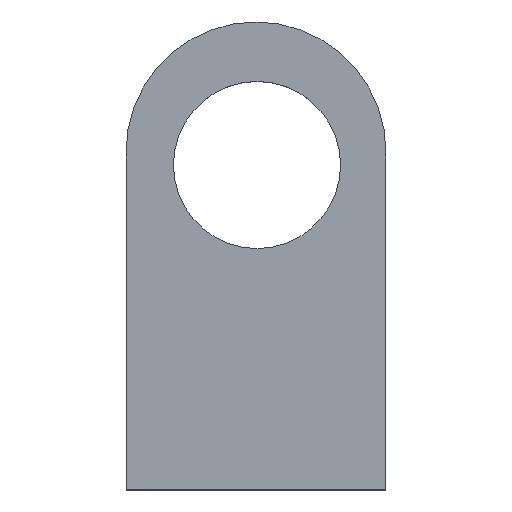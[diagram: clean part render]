
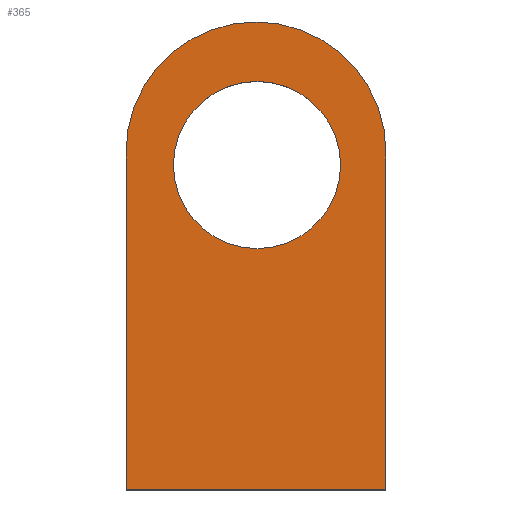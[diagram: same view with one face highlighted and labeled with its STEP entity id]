
A CAD part, top view. The second image highlights one B-rep face of the part: STEP entity #365.
In plain terms, the highlighted planar face has unit normal (0, 0, 1).
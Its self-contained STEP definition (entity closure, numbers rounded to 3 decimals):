
#1 = LINE ( 'NONE', #51, #384 ) ;
#9 = VERTEX_POINT ( 'NONE', #385 ) ;
#11 = DIRECTION ( 'NONE',  ( 0., 0., 1. ) ) ;
#21 = PLANE ( 'NONE',  #116 ) ;
#22 = ORIENTED_EDGE ( 'NONE', *, *, #167, .F. ) ;
#37 = DIRECTION ( 'NONE',  ( 1., 0., 0. ) ) ;
#42 = EDGE_LOOP ( 'NONE', ( #22, #387 ) ) ;
#47 = EDGE_CURVE ( 'NONE', #186, #187, #438, .T. ) ;
#51 = CARTESIAN_POINT ( 'NONE',  ( -50., 0., 6.3 ) ) ;
#55 = FACE_OUTER_BOUND ( 'NONE', #79, .T. ) ;
#56 = CARTESIAN_POINT ( 'NONE',  ( -50., 180., 6.3 ) ) ;
#74 = EDGE_CURVE ( 'NONE', #229, #186, #295, .T. ) ;
#75 = CARTESIAN_POINT ( 'NONE',  ( 0., 130., 6.3 ) ) ;
#79 = EDGE_LOOP ( 'NONE', ( #151, #304, #299, #378, #356 ) ) ;
#99 = EDGE_CURVE ( 'NONE', #219, #9, #383, .T. ) ;
#105 = AXIS2_PLACEMENT_3D ( 'NONE', #75, #11, #180 ) ;
#116 = AXIS2_PLACEMENT_3D ( 'NONE', #56, #193, #338 ) ;
#118 = DIRECTION ( 'NONE',  ( 1., 0., 0. ) ) ;
#123 = AXIS2_PLACEMENT_3D ( 'NONE', #467, #284, #355 ) ;
#124 = DIRECTION ( 'NONE',  ( -1., 0., 0. ) ) ;
#130 = CARTESIAN_POINT ( 'NONE',  ( 0., 130., 6.3 ) ) ;
#132 = DIRECTION ( 'NONE',  ( 0., -1., 0. ) ) ;
#139 = AXIS2_PLACEMENT_3D ( 'NONE', #259, #324, #37 ) ;
#141 = CARTESIAN_POINT ( 'NONE',  ( -50., 180., 6.3 ) ) ;
#148 = VERTEX_POINT ( 'NONE', #205 ) ;
#151 = ORIENTED_EDGE ( 'NONE', *, *, #204, .F. ) ;
#160 = VERTEX_POINT ( 'NONE', #168 ) ;
#165 = CIRCLE ( 'NONE', #396, 50. ) ;
#167 = EDGE_CURVE ( 'NONE', #9, #219, #363, .T. ) ;
#168 = CARTESIAN_POINT ( 'NONE',  ( 50., 0., 6.3 ) ) ;
#176 = VECTOR ( 'NONE', #132, 1000. ) ;
#180 = DIRECTION ( 'NONE',  ( -1., 0., 0. ) ) ;
#186 = VERTEX_POINT ( 'NONE', #428 ) ;
#187 = VERTEX_POINT ( 'NONE', #243 ) ;
#191 = DIRECTION ( 'NONE',  ( 0., 0., 1. ) ) ;
#193 = DIRECTION ( 'NONE',  ( 0., 0., -1. ) ) ;
#204 = EDGE_CURVE ( 'NONE', #148, #160, #434, .T. ) ;
#205 = CARTESIAN_POINT ( 'NONE',  ( 50., 130., 6.3 ) ) ;
#210 = CARTESIAN_POINT ( 'NONE',  ( 0., 180., 6.3 ) ) ;
#219 = VERTEX_POINT ( 'NONE', #390 ) ;
#229 = VERTEX_POINT ( 'NONE', #210 ) ;
#242 = CARTESIAN_POINT ( 'NONE',  ( 50., 180., 6.3 ) ) ;
#243 = CARTESIAN_POINT ( 'NONE',  ( -50., 0., 6.3 ) ) ;
#255 = DIRECTION ( 'NONE',  ( 0., -1., 0. ) ) ;
#259 = CARTESIAN_POINT ( 'NONE',  ( 0.379, 124.98, 6.3 ) ) ;
#284 = DIRECTION ( 'NONE',  ( 0., 0., 1. ) ) ;
#295 = CIRCLE ( 'NONE', #105, 50. ) ;
#299 = ORIENTED_EDGE ( 'NONE', *, *, #74, .T. ) ;
#304 = ORIENTED_EDGE ( 'NONE', *, *, #321, .T. ) ;
#321 = EDGE_CURVE ( 'NONE', #148, #229, #165, .T. ) ;
#324 = DIRECTION ( 'NONE',  ( 0., 0., 1. ) ) ;
#338 = DIRECTION ( 'NONE',  ( -1., 0., 0. ) ) ;
#355 = DIRECTION ( 'NONE',  ( 1., 0., 0. ) ) ;
#356 = ORIENTED_EDGE ( 'NONE', *, *, #450, .T. ) ;
#363 = CIRCLE ( 'NONE', #123, 32.15 ) ;
#365 = ADVANCED_FACE ( 'NONE', ( #381, #55 ), #21, .F. ) ;
#378 = ORIENTED_EDGE ( 'NONE', *, *, #47, .T. ) ;
#381 = FACE_BOUND ( 'NONE', #42, .T. ) ;
#383 = CIRCLE ( 'NONE', #139, 32.15 ) ;
#384 = VECTOR ( 'NONE', #118, 1000. ) ;
#385 = CARTESIAN_POINT ( 'NONE',  ( 32.529, 124.98, 6.3 ) ) ;
#387 = ORIENTED_EDGE ( 'NONE', *, *, #99, .F. ) ;
#390 = CARTESIAN_POINT ( 'NONE',  ( -31.771, 124.98, 6.3 ) ) ;
#396 = AXIS2_PLACEMENT_3D ( 'NONE', #130, #191, #124 ) ;
#428 = CARTESIAN_POINT ( 'NONE',  ( -50., 130., 6.3 ) ) ;
#434 = LINE ( 'NONE', #242, #176 ) ;
#438 = LINE ( 'NONE', #141, #468 ) ;
#450 = EDGE_CURVE ( 'NONE', #187, #160, #1, .T. ) ;
#467 = CARTESIAN_POINT ( 'NONE',  ( 0.379, 124.98, 6.3 ) ) ;
#468 = VECTOR ( 'NONE', #255, 1000. ) ;
